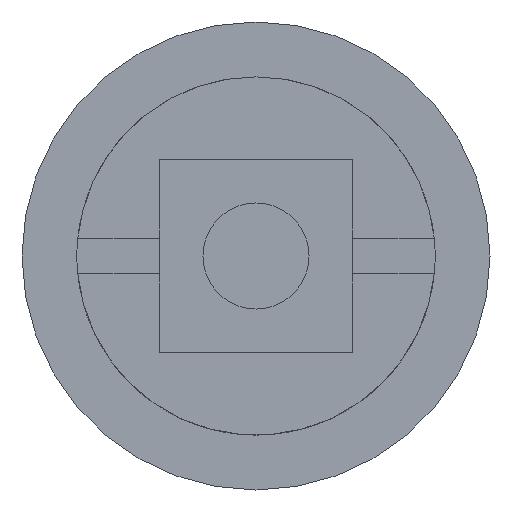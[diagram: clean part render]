
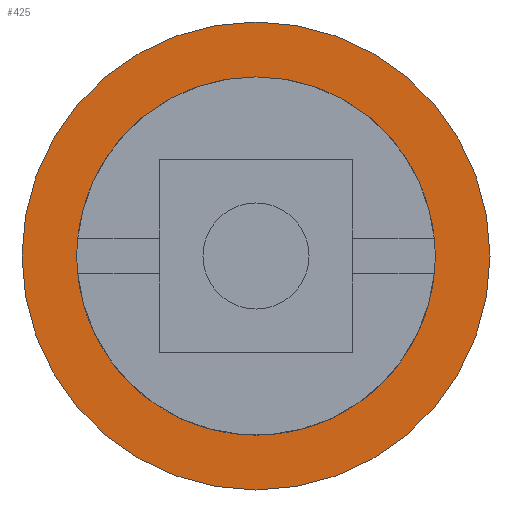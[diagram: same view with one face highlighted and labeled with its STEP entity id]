
A CAD part, front view. The second image highlights one B-rep face of the part: STEP entity #425.
In plain terms, the highlighted planar face has unit normal (0, -1, 0).
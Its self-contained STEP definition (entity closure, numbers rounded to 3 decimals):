
#19=FACE_BOUND('',#166,.T.);
#23=PLANE('',#480);
#138=FACE_OUTER_BOUND('',#165,.T.);
#165=EDGE_LOOP('',(#315));
#166=EDGE_LOOP('',(#316));
#195=CIRCLE('',#481,7.5);
#196=CIRCLE('',#482,5.741);
#210=VERTEX_POINT('',#660);
#211=VERTEX_POINT('',#662);
#250=EDGE_CURVE('',#210,#210,#195,.T.);
#251=EDGE_CURVE('',#211,#211,#196,.T.);
#315=ORIENTED_EDGE('',*,*,#250,.T.);
#316=ORIENTED_EDGE('',*,*,#251,.F.);
#425=ADVANCED_FACE('',(#138,#19),#23,.F.);
#480=AXIS2_PLACEMENT_3D('',#659,#535,#536);
#481=AXIS2_PLACEMENT_3D('',#661,#537,#538);
#482=AXIS2_PLACEMENT_3D('',#663,#539,#540);
#535=DIRECTION('center_axis',(0.,1.,0.));
#536=DIRECTION('ref_axis',(0.,0.,1.));
#537=DIRECTION('center_axis',(0.,-1.,0.));
#538=DIRECTION('ref_axis',(1.,0.,0.));
#539=DIRECTION('center_axis',(0.,-1.,0.));
#540=DIRECTION('ref_axis',(0.,0.,-1.));
#659=CARTESIAN_POINT('Origin',(0.,15.917,0.));
#660=CARTESIAN_POINT('',(-7.5,15.917,0.));
#661=CARTESIAN_POINT('Origin',(0.,15.917,0.));
#662=CARTESIAN_POINT('',(0.,15.917,5.741));
#663=CARTESIAN_POINT('Origin',(0.,15.917,0.));
